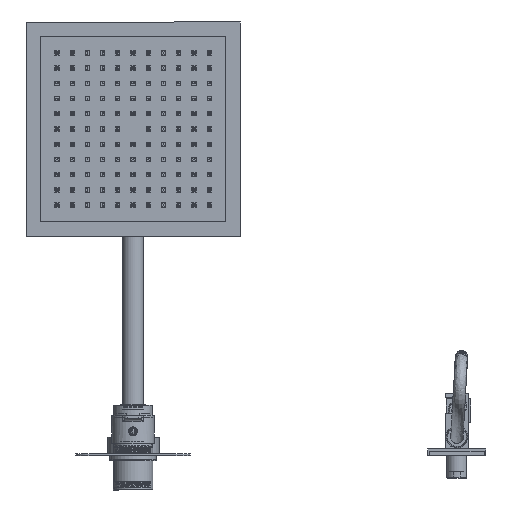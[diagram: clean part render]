
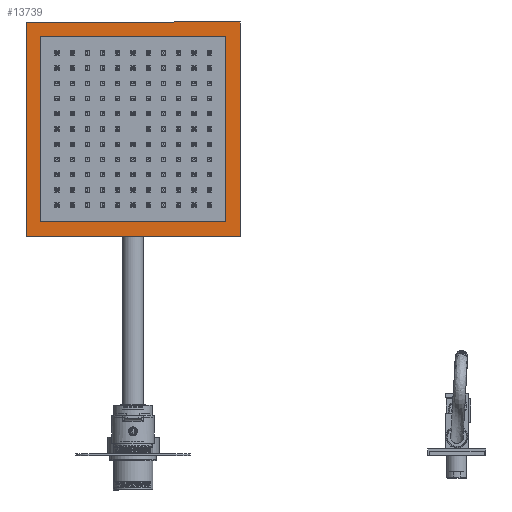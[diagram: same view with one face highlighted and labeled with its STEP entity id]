
A CAD part, front view. The second image highlights one B-rep face of the part: STEP entity #13739.
In plain terms, the highlighted planar face has unit normal (0, -1, 0).
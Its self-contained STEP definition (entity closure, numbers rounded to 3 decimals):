
#705 = CARTESIAN_POINT ( 'NONE',  ( -49.8, 869.964, 371.652 ) ) ;
#1106 = ORIENTED_EDGE ( 'NONE', *, *, #38371, .T. ) ;
#1145 = LINE ( 'NONE', #12396, #33818 ) ;
#1652 = AXIS2_PLACEMENT_3D ( 'NONE', #8898, #35997, #31580 ) ;
#1792 = EDGE_CURVE ( 'NONE', #46016, #49271, #4815, .T. ) ;
#2442 = LINE ( 'NONE', #4269, #14142 ) ;
#4269 = CARTESIAN_POINT ( 'NONE',  ( -34.8, 869.964, 161.652 ) ) ;
#4815 = LINE ( 'NONE', #6282, #39867 ) ;
#4896 = ORIENTED_EDGE ( 'NONE', *, *, #46027, .F. ) ;
#5218 = EDGE_CURVE ( 'NONE', #37443, #35059, #49903, .T. ) ;
#6116 = DIRECTION ( 'NONE',  ( -1., 0., 0. ) ) ;
#6282 = CARTESIAN_POINT ( 'NONE',  ( -34.8, 869.964, 356.652 ) ) ;
#6351 = LINE ( 'NONE', #705, #46831 ) ;
#7399 = EDGE_LOOP ( 'NONE', ( #4896, #39365, #14821, #50197 ) ) ;
#8807 = VERTEX_POINT ( 'NONE', #9095 ) ;
#8898 = CARTESIAN_POINT ( 'NONE',  ( 62.7, 869.964, 259.152 ) ) ;
#9095 = CARTESIAN_POINT ( 'NONE',  ( -49.8, 869.964, 371.652 ) ) ;
#9244 = ORIENTED_EDGE ( 'NONE', *, *, #5218, .T. ) ;
#9651 = CARTESIAN_POINT ( 'NONE',  ( 160.2, 869.964, 161.652 ) ) ;
#12396 = CARTESIAN_POINT ( 'NONE',  ( -49.8, 869.964, 146.652 ) ) ;
#12965 = PLANE ( 'NONE',  #1652 ) ;
#13386 = EDGE_CURVE ( 'NONE', #28046, #46016, #22175, .T. ) ;
#13739 = ADVANCED_FACE ( 'NONE', ( #36093, #20796 ), #12965, .F. ) ;
#14142 = VECTOR ( 'NONE', #16764, 1000. ) ;
#14821 = ORIENTED_EDGE ( 'NONE', *, *, #1792, .F. ) ;
#16374 = VERTEX_POINT ( 'NONE', #35917 ) ;
#16764 = DIRECTION ( 'NONE',  ( 1., 0., 0. ) ) ;
#17242 = CARTESIAN_POINT ( 'NONE',  ( 160.2, 869.964, 356.652 ) ) ;
#17718 = DIRECTION ( 'NONE',  ( 0., 0., 1. ) ) ;
#20553 = CARTESIAN_POINT ( 'NONE',  ( -34.8, 869.964, 161.652 ) ) ;
#20796 = FACE_BOUND ( 'NONE', #7399, .T. ) ;
#22175 = LINE ( 'NONE', #49069, #28863 ) ;
#23550 = DIRECTION ( 'NONE',  ( 0., 0., 1. ) ) ;
#24342 = VECTOR ( 'NONE', #23550, 1000. ) ;
#25580 = LINE ( 'NONE', #27601, #32276 ) ;
#26208 = EDGE_CURVE ( 'NONE', #35059, #8807, #6351, .T. ) ;
#27601 = CARTESIAN_POINT ( 'NONE',  ( -49.8, 869.964, 146.652 ) ) ;
#27924 = DIRECTION ( 'NONE',  ( 0., 0., -1. ) ) ;
#28046 = VERTEX_POINT ( 'NONE', #38843 ) ;
#28863 = VECTOR ( 'NONE', #6116, 1000. ) ;
#29049 = ORIENTED_EDGE ( 'NONE', *, *, #26208, .T. ) ;
#29448 = CARTESIAN_POINT ( 'NONE',  ( -34.8, 869.964, 356.652 ) ) ;
#30481 = CARTESIAN_POINT ( 'NONE',  ( 175.2, 869.964, 146.652 ) ) ;
#31580 = DIRECTION ( 'NONE',  ( -1., 0., 0. ) ) ;
#32036 = DIRECTION ( 'NONE',  ( 1., 0., 0. ) ) ;
#32276 = VECTOR ( 'NONE', #27924, 1000. ) ;
#33818 = VECTOR ( 'NONE', #32036, 1000. ) ;
#35059 = VERTEX_POINT ( 'NONE', #37944 ) ;
#35542 = DIRECTION ( 'NONE',  ( -1., 0., 0. ) ) ;
#35917 = CARTESIAN_POINT ( 'NONE',  ( -49.8, 869.964, 146.652 ) ) ;
#35997 = DIRECTION ( 'NONE',  ( 0., 1., 0. ) ) ;
#36093 = FACE_OUTER_BOUND ( 'NONE', #41187, .T. ) ;
#36538 = VECTOR ( 'NONE', #17718, 1000. ) ;
#37443 = VERTEX_POINT ( 'NONE', #30481 ) ;
#37782 = LINE ( 'NONE', #17242, #36538 ) ;
#37944 = CARTESIAN_POINT ( 'NONE',  ( 175.2, 869.964, 371.652 ) ) ;
#38371 = EDGE_CURVE ( 'NONE', #8807, #16374, #25580, .T. ) ;
#38843 = CARTESIAN_POINT ( 'NONE',  ( 160.2, 869.964, 356.652 ) ) ;
#38978 = ORIENTED_EDGE ( 'NONE', *, *, #40795, .T. ) ;
#39365 = ORIENTED_EDGE ( 'NONE', *, *, #42643, .F. ) ;
#39856 = CARTESIAN_POINT ( 'NONE',  ( 175.2, 869.964, 146.652 ) ) ;
#39867 = VECTOR ( 'NONE', #48571, 1000. ) ;
#40795 = EDGE_CURVE ( 'NONE', #16374, #37443, #1145, .T. ) ;
#41187 = EDGE_LOOP ( 'NONE', ( #9244, #29049, #1106, #38978 ) ) ;
#42643 = EDGE_CURVE ( 'NONE', #49271, #48270, #2442, .T. ) ;
#46016 = VERTEX_POINT ( 'NONE', #29448 ) ;
#46027 = EDGE_CURVE ( 'NONE', #48270, #28046, #37782, .T. ) ;
#46831 = VECTOR ( 'NONE', #35542, 1000. ) ;
#48270 = VERTEX_POINT ( 'NONE', #9651 ) ;
#48571 = DIRECTION ( 'NONE',  ( 0., 0., -1. ) ) ;
#49069 = CARTESIAN_POINT ( 'NONE',  ( -34.8, 869.964, 356.652 ) ) ;
#49271 = VERTEX_POINT ( 'NONE', #20553 ) ;
#49903 = LINE ( 'NONE', #39856, #24342 ) ;
#50197 = ORIENTED_EDGE ( 'NONE', *, *, #13386, .F. ) ;
